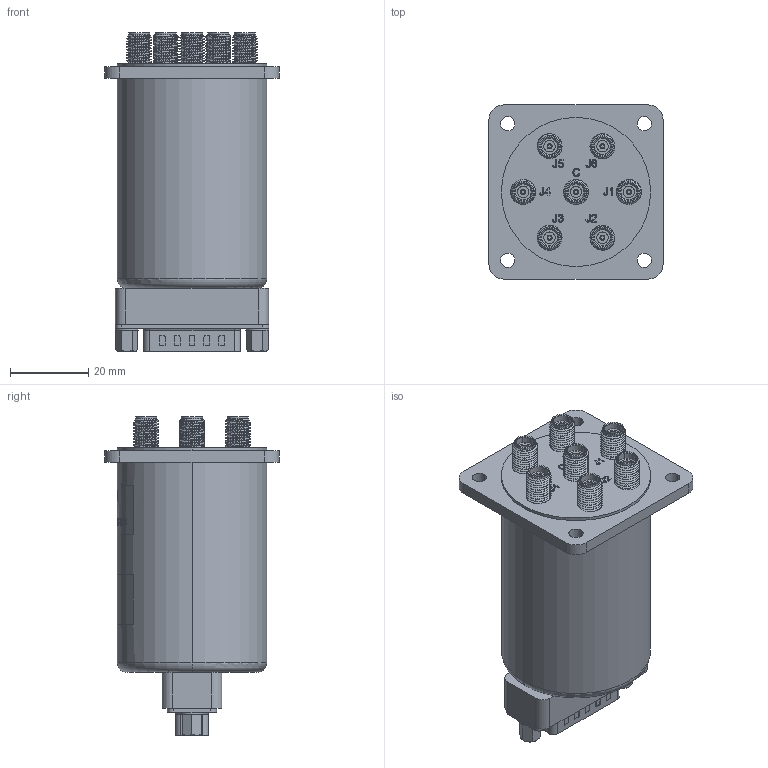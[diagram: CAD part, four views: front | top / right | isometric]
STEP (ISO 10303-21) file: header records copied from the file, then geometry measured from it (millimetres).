
FILE_DESCRIPTION (( 'STEP AP214' ), '1' );
FILE_NAME ('PE71S6458.step', '2021-02-25T20:39:11', ( '' ), ( '' ), 'SwSTEP 2.0', 'SolidWorks 2018', '' );
FILE_SCHEMA (( 'AUTOMOTIVE_DESIGN' ));
Length unit declared in the file: inch
Products named in the file (1): PE71S6458
Bounding box: 44.45 x 44.45 x 81.31 mm (x, y, z)
Volume: 75088.2 mm3; surface area: 15734.5 mm2
Topology: 1 solids, 1 shells, 1073 faces, 2785 edges, 1804 vertices
Faces by surface type: plane 376, cylinder 354, bspline 239, cone 67, sphere 30, torus 7
Entity records: 51262 total; most frequent: CARTESIAN_POINT 27818, ORIENTED_EDGE 5480, DIRECTION 3939, EDGE_CURVE 2740, VERTEX_POINT 1789, AXIS2_PLACEMENT_3D 1402, EDGE_LOOP 1201, LINE 1135
